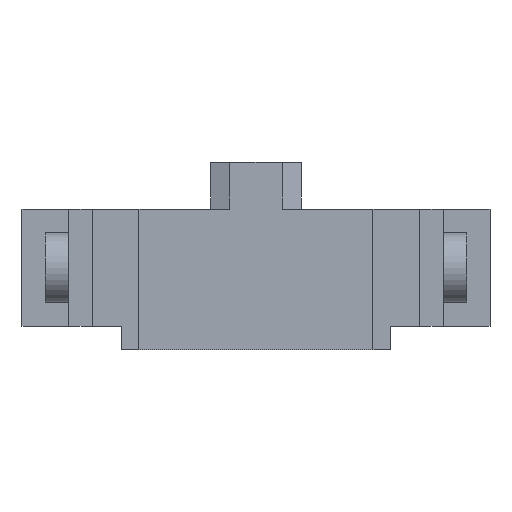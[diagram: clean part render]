
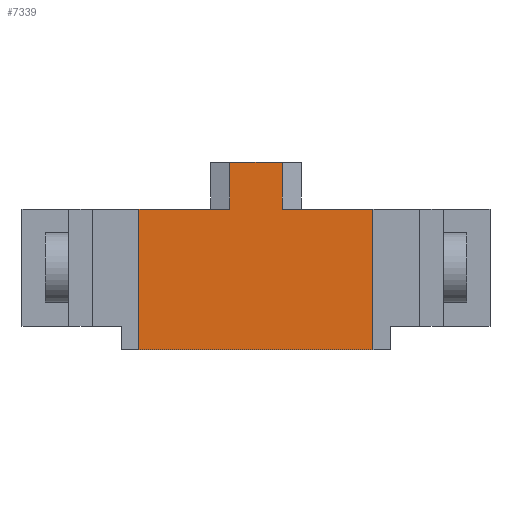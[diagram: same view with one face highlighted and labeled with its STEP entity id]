
A CAD part, front view. The second image highlights one B-rep face of the part: STEP entity #7339.
In plain terms, the highlighted planar face has unit normal (0, -1, 0).
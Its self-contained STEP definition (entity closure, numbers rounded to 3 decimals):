
#32 = PLANE('',#33);
#33 = AXIS2_PLACEMENT_3D('',#34,#35,#36);
#34 = CARTESIAN_POINT('',(-12.8,40.,3.2));
#35 = DIRECTION('',(0.,0.,1.));
#36 = DIRECTION('',(0.,-1.,0.));
#5797 = VERTEX_POINT('',#5798);
#5798 = CARTESIAN_POINT('',(1.8,-40.,3.2));
#5812 = PLANE('',#5813);
#5813 = AXIS2_PLACEMENT_3D('',#5814,#5815,#5816);
#5814 = CARTESIAN_POINT('',(1.8,-40.,6.4));
#5815 = DIRECTION('',(1.,-0.,0.));
#5816 = DIRECTION('',(0.,0.,-1.));
#5824 = EDGE_CURVE('',#5825,#5797,#5827,.T.);
#5825 = VERTEX_POINT('',#5826);
#5826 = CARTESIAN_POINT('',(8.,-40.,3.2));
#5827 = SURFACE_CURVE('',#5828,(#5832,#5839),.PCURVE_S1.);
#5828 = LINE('',#5829,#5830);
#5829 = CARTESIAN_POINT('',(12.8,-40.,3.2));
#5830 = VECTOR('',#5831,1.);
#5831 = DIRECTION('',(-1.,0.,0.));
#5832 = PCURVE('',#32,#5833);
#5833 = DEFINITIONAL_REPRESENTATION('',(#5834),#5838);
#5834 = LINE('',#5835,#5836);
#5835 = CARTESIAN_POINT('',(80.,25.6));
#5836 = VECTOR('',#5837,1.);
#5837 = DIRECTION('',(0.,-1.));
#5838 = ( GEOMETRIC_REPRESENTATION_CONTEXT(2) 
PARAMETRIC_REPRESENTATION_CONTEXT() REPRESENTATION_CONTEXT('2D SPACE',''
  ) );
#5839 = PCURVE('',#5840,#5845);
#5840 = PLANE('',#5841);
#5841 = AXIS2_PLACEMENT_3D('',#5842,#5843,#5844);
#5842 = CARTESIAN_POINT('',(12.8,-40.,-4.8));
#5843 = DIRECTION('',(0.,1.,0.));
#5844 = DIRECTION('',(0.,0.,1.));
#5845 = DEFINITIONAL_REPRESENTATION('',(#5846),#5850);
#5846 = LINE('',#5847,#5848);
#5847 = CARTESIAN_POINT('',(8.,0.));
#5848 = VECTOR('',#5849,1.);
#5849 = DIRECTION('',(0.,-1.));
#5850 = ( GEOMETRIC_REPRESENTATION_CONTEXT(2) 
PARAMETRIC_REPRESENTATION_CONTEXT() REPRESENTATION_CONTEXT('2D SPACE',''
  ) );
#5868 = PLANE('',#5869);
#5869 = AXIS2_PLACEMENT_3D('',#5870,#5871,#5872);
#5870 = CARTESIAN_POINT('',(8.,-39.6,3.2));
#5871 = DIRECTION('',(-1.,0.,0.));
#5872 = DIRECTION('',(0.,-1.,0.));
#7230 = PLANE('',#7231);
#7231 = AXIS2_PLACEMENT_3D('',#7232,#7233,#7234);
#7232 = CARTESIAN_POINT('',(0.,-32.,-6.4));
#7233 = DIRECTION('',(0.,0.,1.));
#7234 = DIRECTION('',(1.,0.,-0.));
#7295 = EDGE_CURVE('',#7296,#5825,#7298,.T.);
#7296 = VERTEX_POINT('',#7297);
#7297 = CARTESIAN_POINT('',(8.,-40.,-6.4));
#7298 = SURFACE_CURVE('',#7299,(#7303,#7310),.PCURVE_S1.);
#7299 = LINE('',#7300,#7301);
#7300 = CARTESIAN_POINT('',(8.,-40.,-0.8));
#7301 = VECTOR('',#7302,1.);
#7302 = DIRECTION('',(0.,-0.,1.));
#7303 = PCURVE('',#5868,#7304);
#7304 = DEFINITIONAL_REPRESENTATION('',(#7305),#7309);
#7305 = LINE('',#7306,#7307);
#7306 = CARTESIAN_POINT('',(0.4,-4.));
#7307 = VECTOR('',#7308,1.);
#7308 = DIRECTION('',(0.,1.));
#7309 = ( GEOMETRIC_REPRESENTATION_CONTEXT(2) 
PARAMETRIC_REPRESENTATION_CONTEXT() REPRESENTATION_CONTEXT('2D SPACE',''
  ) );
#7310 = PCURVE('',#5840,#7311);
#7311 = DEFINITIONAL_REPRESENTATION('',(#7312),#7316);
#7312 = LINE('',#7313,#7314);
#7313 = CARTESIAN_POINT('',(4.,-4.8));
#7314 = VECTOR('',#7315,1.);
#7315 = DIRECTION('',(1.,0.));
#7316 = ( GEOMETRIC_REPRESENTATION_CONTEXT(2) 
PARAMETRIC_REPRESENTATION_CONTEXT() REPRESENTATION_CONTEXT('2D SPACE',''
  ) );
#7339 = ADVANCED_FACE('',(#7340),#5840,.F.);
#7340 = FACE_BOUND('',#7341,.F.);
#7341 = EDGE_LOOP('',(#7342,#7343,#7366,#7394,#7422,#7450,#7478,#7499));
#7342 = ORIENTED_EDGE('',*,*,#7295,.F.);
#7343 = ORIENTED_EDGE('',*,*,#7344,.F.);
#7344 = EDGE_CURVE('',#7345,#7296,#7347,.T.);
#7345 = VERTEX_POINT('',#7346);
#7346 = CARTESIAN_POINT('',(-8.,-40.,-6.4));
#7347 = SURFACE_CURVE('',#7348,(#7352,#7359),.PCURVE_S1.);
#7348 = LINE('',#7349,#7350);
#7349 = CARTESIAN_POINT('',(-12.8,-40.,-6.4));
#7350 = VECTOR('',#7351,1.);
#7351 = DIRECTION('',(1.,0.,0.));
#7352 = PCURVE('',#5840,#7353);
#7353 = DEFINITIONAL_REPRESENTATION('',(#7354),#7358);
#7354 = LINE('',#7355,#7356);
#7355 = CARTESIAN_POINT('',(-1.6,-25.6));
#7356 = VECTOR('',#7357,1.);
#7357 = DIRECTION('',(0.,1.));
#7358 = ( GEOMETRIC_REPRESENTATION_CONTEXT(2) 
PARAMETRIC_REPRESENTATION_CONTEXT() REPRESENTATION_CONTEXT('2D SPACE',''
  ) );
#7359 = PCURVE('',#7230,#7360);
#7360 = DEFINITIONAL_REPRESENTATION('',(#7361),#7365);
#7361 = LINE('',#7362,#7363);
#7362 = CARTESIAN_POINT('',(-12.8,-8.));
#7363 = VECTOR('',#7364,1.);
#7364 = DIRECTION('',(1.,0.));
#7365 = ( GEOMETRIC_REPRESENTATION_CONTEXT(2) 
PARAMETRIC_REPRESENTATION_CONTEXT() REPRESENTATION_CONTEXT('2D SPACE',''
  ) );
#7366 = ORIENTED_EDGE('',*,*,#7367,.T.);
#7367 = EDGE_CURVE('',#7345,#7368,#7370,.T.);
#7368 = VERTEX_POINT('',#7369);
#7369 = CARTESIAN_POINT('',(-8.,-40.,3.2));
#7370 = SURFACE_CURVE('',#7371,(#7375,#7382),.PCURVE_S1.);
#7371 = LINE('',#7372,#7373);
#7372 = CARTESIAN_POINT('',(-8.,-40.,-0.8));
#7373 = VECTOR('',#7374,1.);
#7374 = DIRECTION('',(0.,-0.,1.));
#7375 = PCURVE('',#5840,#7376);
#7376 = DEFINITIONAL_REPRESENTATION('',(#7377),#7381);
#7377 = LINE('',#7378,#7379);
#7378 = CARTESIAN_POINT('',(4.,-20.8));
#7379 = VECTOR('',#7380,1.);
#7380 = DIRECTION('',(1.,0.));
#7381 = ( GEOMETRIC_REPRESENTATION_CONTEXT(2) 
PARAMETRIC_REPRESENTATION_CONTEXT() REPRESENTATION_CONTEXT('2D SPACE',''
  ) );
#7382 = PCURVE('',#7383,#7388);
#7383 = PLANE('',#7384);
#7384 = AXIS2_PLACEMENT_3D('',#7385,#7386,#7387);
#7385 = CARTESIAN_POINT('',(-8.,-39.6,3.2));
#7386 = DIRECTION('',(-1.,0.,0.));
#7387 = DIRECTION('',(0.,-1.,0.));
#7388 = DEFINITIONAL_REPRESENTATION('',(#7389),#7393);
#7389 = LINE('',#7390,#7391);
#7390 = CARTESIAN_POINT('',(0.4,-4.));
#7391 = VECTOR('',#7392,1.);
#7392 = DIRECTION('',(0.,1.));
#7393 = ( GEOMETRIC_REPRESENTATION_CONTEXT(2) 
PARAMETRIC_REPRESENTATION_CONTEXT() REPRESENTATION_CONTEXT('2D SPACE',''
  ) );
#7394 = ORIENTED_EDGE('',*,*,#7395,.F.);
#7395 = EDGE_CURVE('',#7396,#7368,#7398,.T.);
#7396 = VERTEX_POINT('',#7397);
#7397 = CARTESIAN_POINT('',(-1.8,-40.,3.2));
#7398 = SURFACE_CURVE('',#7399,(#7403,#7410),.PCURVE_S1.);
#7399 = LINE('',#7400,#7401);
#7400 = CARTESIAN_POINT('',(12.8,-40.,3.2));
#7401 = VECTOR('',#7402,1.);
#7402 = DIRECTION('',(-1.,0.,0.));
#7403 = PCURVE('',#5840,#7404);
#7404 = DEFINITIONAL_REPRESENTATION('',(#7405),#7409);
#7405 = LINE('',#7406,#7407);
#7406 = CARTESIAN_POINT('',(8.,0.));
#7407 = VECTOR('',#7408,1.);
#7408 = DIRECTION('',(0.,-1.));
#7409 = ( GEOMETRIC_REPRESENTATION_CONTEXT(2) 
PARAMETRIC_REPRESENTATION_CONTEXT() REPRESENTATION_CONTEXT('2D SPACE',''
  ) );
#7410 = PCURVE('',#7411,#7416);
#7411 = PLANE('',#7412);
#7412 = AXIS2_PLACEMENT_3D('',#7413,#7414,#7415);
#7413 = CARTESIAN_POINT('',(-12.8,40.,3.2));
#7414 = DIRECTION('',(0.,0.,1.));
#7415 = DIRECTION('',(0.,-1.,0.));
#7416 = DEFINITIONAL_REPRESENTATION('',(#7417),#7421);
#7417 = LINE('',#7418,#7419);
#7418 = CARTESIAN_POINT('',(80.,25.6));
#7419 = VECTOR('',#7420,1.);
#7420 = DIRECTION('',(0.,-1.));
#7421 = ( GEOMETRIC_REPRESENTATION_CONTEXT(2) 
PARAMETRIC_REPRESENTATION_CONTEXT() REPRESENTATION_CONTEXT('2D SPACE',''
  ) );
#7422 = ORIENTED_EDGE('',*,*,#7423,.T.);
#7423 = EDGE_CURVE('',#7396,#7424,#7426,.T.);
#7424 = VERTEX_POINT('',#7425);
#7425 = CARTESIAN_POINT('',(-1.8,-40.,6.4));
#7426 = SURFACE_CURVE('',#7427,(#7431,#7438),.PCURVE_S1.);
#7427 = LINE('',#7428,#7429);
#7428 = CARTESIAN_POINT('',(-1.8,-40.,3.2));
#7429 = VECTOR('',#7430,1.);
#7430 = DIRECTION('',(0.,0.,1.));
#7431 = PCURVE('',#5840,#7432);
#7432 = DEFINITIONAL_REPRESENTATION('',(#7433),#7437);
#7433 = LINE('',#7434,#7435);
#7434 = CARTESIAN_POINT('',(8.,-14.6));
#7435 = VECTOR('',#7436,1.);
#7436 = DIRECTION('',(1.,0.));
#7437 = ( GEOMETRIC_REPRESENTATION_CONTEXT(2) 
PARAMETRIC_REPRESENTATION_CONTEXT() REPRESENTATION_CONTEXT('2D SPACE',''
  ) );
#7438 = PCURVE('',#7439,#7444);
#7439 = PLANE('',#7440);
#7440 = AXIS2_PLACEMENT_3D('',#7441,#7442,#7443);
#7441 = CARTESIAN_POINT('',(-1.8,-40.,3.2));
#7442 = DIRECTION('',(-1.,0.,0.));
#7443 = DIRECTION('',(0.,0.,1.));
#7444 = DEFINITIONAL_REPRESENTATION('',(#7445),#7449);
#7445 = LINE('',#7446,#7447);
#7446 = CARTESIAN_POINT('',(0.,0.));
#7447 = VECTOR('',#7448,1.);
#7448 = DIRECTION('',(1.,0.));
#7449 = ( GEOMETRIC_REPRESENTATION_CONTEXT(2) 
PARAMETRIC_REPRESENTATION_CONTEXT() REPRESENTATION_CONTEXT('2D SPACE',''
  ) );
#7450 = ORIENTED_EDGE('',*,*,#7451,.T.);
#7451 = EDGE_CURVE('',#7424,#7452,#7454,.T.);
#7452 = VERTEX_POINT('',#7453);
#7453 = CARTESIAN_POINT('',(1.8,-40.,6.4));
#7454 = SURFACE_CURVE('',#7455,(#7459,#7466),.PCURVE_S1.);
#7455 = LINE('',#7456,#7457);
#7456 = CARTESIAN_POINT('',(-1.8,-40.,6.4));
#7457 = VECTOR('',#7458,1.);
#7458 = DIRECTION('',(1.,0.,-0.));
#7459 = PCURVE('',#5840,#7460);
#7460 = DEFINITIONAL_REPRESENTATION('',(#7461),#7465);
#7461 = LINE('',#7462,#7463);
#7462 = CARTESIAN_POINT('',(11.2,-14.6));
#7463 = VECTOR('',#7464,1.);
#7464 = DIRECTION('',(0.,1.));
#7465 = ( GEOMETRIC_REPRESENTATION_CONTEXT(2) 
PARAMETRIC_REPRESENTATION_CONTEXT() REPRESENTATION_CONTEXT('2D SPACE',''
  ) );
#7466 = PCURVE('',#7467,#7472);
#7467 = PLANE('',#7468);
#7468 = AXIS2_PLACEMENT_3D('',#7469,#7470,#7471);
#7469 = CARTESIAN_POINT('',(-1.8,-40.,6.4));
#7470 = DIRECTION('',(0.,0.,1.));
#7471 = DIRECTION('',(1.,0.,-0.));
#7472 = DEFINITIONAL_REPRESENTATION('',(#7473),#7477);
#7473 = LINE('',#7474,#7475);
#7474 = CARTESIAN_POINT('',(0.,0.));
#7475 = VECTOR('',#7476,1.);
#7476 = DIRECTION('',(1.,0.));
#7477 = ( GEOMETRIC_REPRESENTATION_CONTEXT(2) 
PARAMETRIC_REPRESENTATION_CONTEXT() REPRESENTATION_CONTEXT('2D SPACE',''
  ) );
#7478 = ORIENTED_EDGE('',*,*,#7479,.T.);
#7479 = EDGE_CURVE('',#7452,#5797,#7480,.T.);
#7480 = SURFACE_CURVE('',#7481,(#7485,#7492),.PCURVE_S1.);
#7481 = LINE('',#7482,#7483);
#7482 = CARTESIAN_POINT('',(1.8,-40.,6.4));
#7483 = VECTOR('',#7484,1.);
#7484 = DIRECTION('',(0.,0.,-1.));
#7485 = PCURVE('',#5840,#7486);
#7486 = DEFINITIONAL_REPRESENTATION('',(#7487),#7491);
#7487 = LINE('',#7488,#7489);
#7488 = CARTESIAN_POINT('',(11.2,-11.));
#7489 = VECTOR('',#7490,1.);
#7490 = DIRECTION('',(-1.,0.));
#7491 = ( GEOMETRIC_REPRESENTATION_CONTEXT(2) 
PARAMETRIC_REPRESENTATION_CONTEXT() REPRESENTATION_CONTEXT('2D SPACE',''
  ) );
#7492 = PCURVE('',#5812,#7493);
#7493 = DEFINITIONAL_REPRESENTATION('',(#7494),#7498);
#7494 = LINE('',#7495,#7496);
#7495 = CARTESIAN_POINT('',(0.,0.));
#7496 = VECTOR('',#7497,1.);
#7497 = DIRECTION('',(1.,0.));
#7498 = ( GEOMETRIC_REPRESENTATION_CONTEXT(2) 
PARAMETRIC_REPRESENTATION_CONTEXT() REPRESENTATION_CONTEXT('2D SPACE',''
  ) );
#7499 = ORIENTED_EDGE('',*,*,#5824,.F.);
